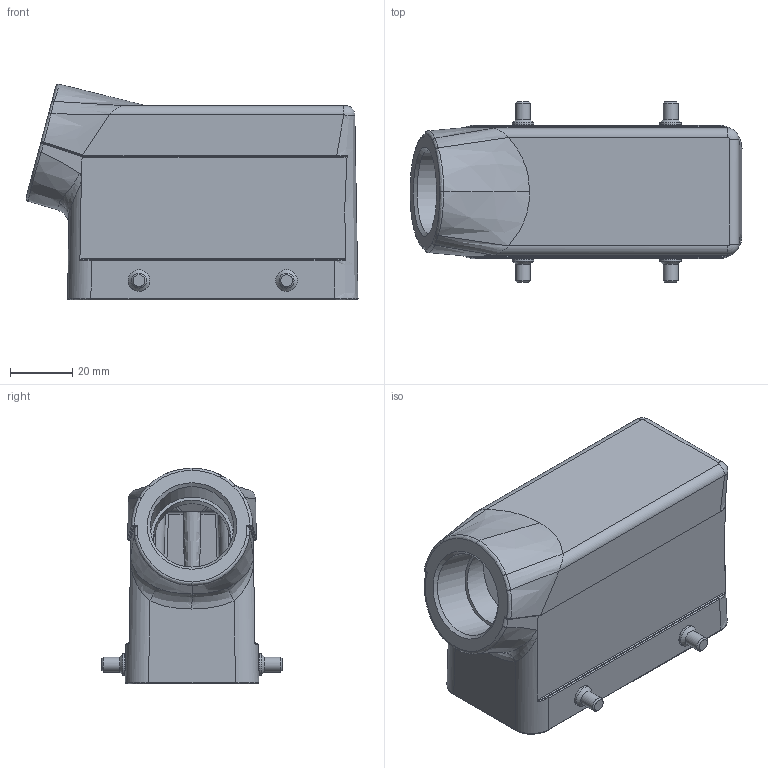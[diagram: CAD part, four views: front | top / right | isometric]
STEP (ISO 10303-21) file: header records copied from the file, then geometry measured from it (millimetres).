
FILE_DESCRIPTION(/* description */ (''),/* implementation_level */ '2;1');
FILE_NAME(/* name */ 'H16B-SE-4B-XXX.stp',/* time_stamp */ '2022-08-12T10:02:24+08:00',/* author */ (''),/* organization */ (''),/* preprocessor_version */ 'ST-DEVELOPER v16',/* originating_system */ 'SIEMENS PLM Software NX 10.0',/* authorisation */ '');
FILE_SCHEMA (('AP203_CONFIGURATION_CONTROLLED_3D_DESIGN_OF_MECHANICAL_PARTS_AND_ASSEMBLIES_MIM_LF { 1 0 10303 403 2 1 2}'));
Length unit declared in the file: millimetre
Products named in the file (1): Admi11682A00h7nm
Bounding box: 106.86 x 58.18 x 69.43 mm (x, y, z)
Volume: 81030.1 mm3; surface area: 39466.4 mm2
Topology: 1 solids, 1 shells, 288 faces, 692 edges, 426 vertices
Faces by surface type: cylinder 103, plane 84, bspline 45, revolution 24, cone 23, torus 6, sphere 2, extrusion 1
Full cylindrical faces by diameter (mm): 2.3 x4, 3 x4, 4.8 x4, 7 x4, 24.8 x1, 26.8 x1
Entity records: 11750 total; most frequent: CARTESIAN_POINT 5856, ORIENTED_EDGE 1270, DIRECTION 999, EDGE_CURVE 635, VERTEX_POINT 414, AXIS2_PLACEMENT_3D 373, EDGE_LOOP 355, ADVANCED_FACE 288
